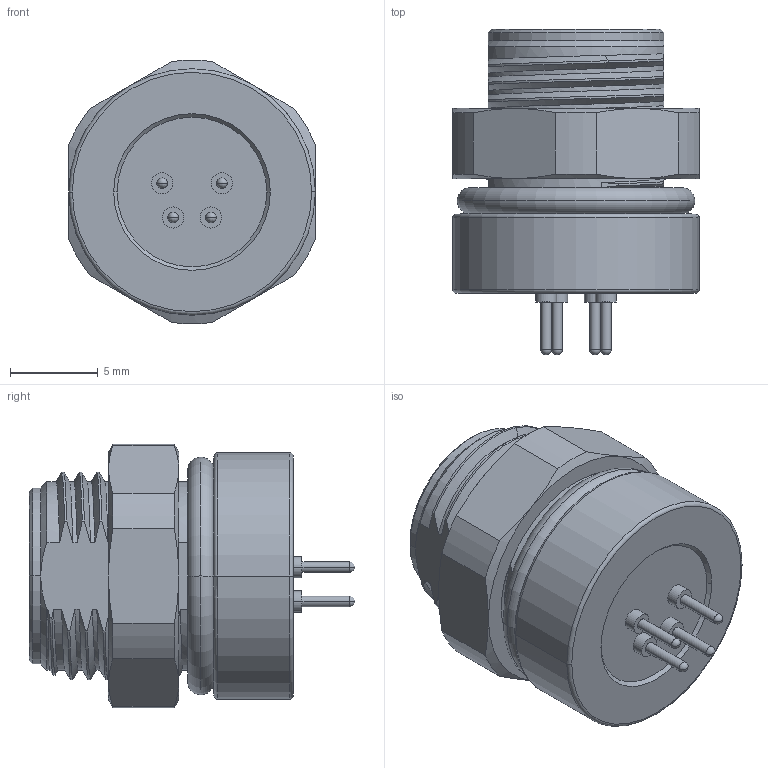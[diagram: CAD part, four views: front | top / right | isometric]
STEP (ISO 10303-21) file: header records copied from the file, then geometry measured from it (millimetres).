
FILE_DESCRIPTION((''),'2;1');
FILE_NAME('3D_1620043241011_M8-F04-BKR-M8-','2017-06-09T',('tc.chen'),(''),'PRO/ENGINEER BY PARAMETRIC TECHNOLOGY CORPORATION, 2012480','PRO/ENGINEER BY PARAMETRIC TECHNOLOGY CORPORATION, 2012480','');
FILE_SCHEMA(('AUTOMOTIVE_DESIGN { 1 0 10303 214 1 1 1 1 }'));
Length unit declared in the file: millimetre
Products named in the file (1): 3D_1620043241011_M8-F04-BKR-M8-
Bounding box: 14 x 18.5 x 14.98 mm (x, y, z)
Volume: 1756.1 mm3; surface area: 2301.4 mm2
Topology: 2 solids, 8 shells, 356 faces, 1002 edges, 649 vertices
Faces by surface type: cylinder 137, cone 74, plane 64, bspline 49, torus 22, sphere 8, extrusion 2
Entity records: 18861 total; most frequent: CARTESIAN_POINT 8844, ORIENTED_EDGE 1972, DIRECTION 1618, EDGE_CURVE 986, AXIS2_PLACEMENT_3D 680, VERTEX_POINT 649, EDGE_LOOP 391, CIRCLE 375
